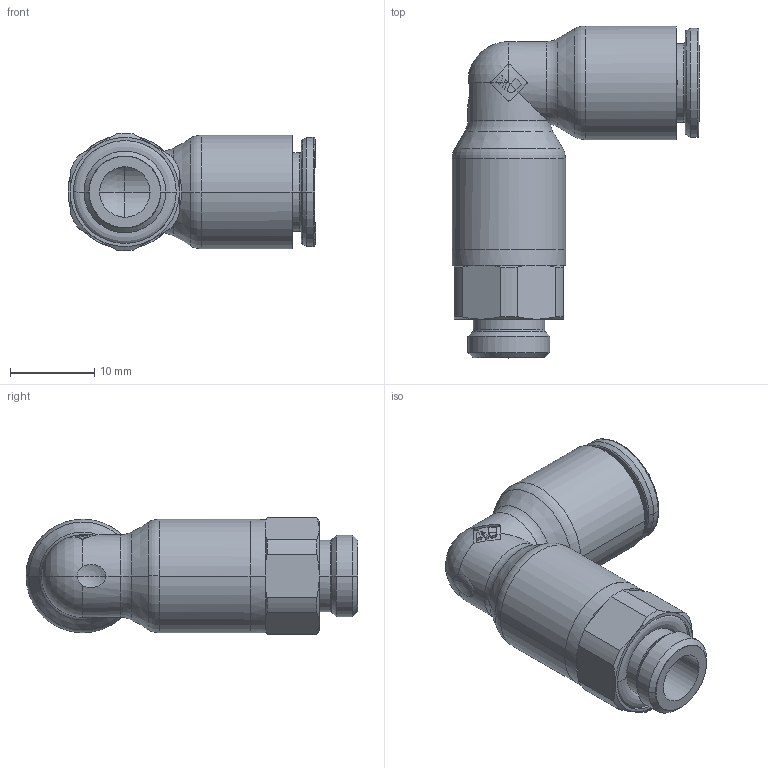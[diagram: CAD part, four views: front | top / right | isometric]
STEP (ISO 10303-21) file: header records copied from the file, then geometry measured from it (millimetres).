
FILE_DESCRIPTION(('STEP AP214'),'1');
FILE_NAME('6899_08_10.stp','2016-07-07T14:52:21',('TraceParts'),('TraceParts S.A.'),'Spatial InterOp 3D',' ',' ');
FILE_SCHEMA(('automotive_design'));
Length unit declared in the file: millimetre
Products named in the file (11): V899-08-10_ASM|Next assembly relationship#44108-19_ASM|Next assembly relationship#44108-30;44108-30; V899-08-10_ASM|Next assembly relationship#44108-19_ASM|Next assembly relationship#44108-32;44108-32; V899-08-10_ASM|Next assembly relationship#44108-19_ASM|Next assembly relationship#44108;44108; V899-08-10_ASM|Next assembly relationship#44108-19_ASM|Next assembly relationship#44108-40;44108-40; V899-08-10_ASM|Next assembly relationship#44508-02_AF0;44508-02_AF0; V899-08-10_ASM|Next assembly relationship#44230-13-69;44230-13-69; V899-08-10_ASM|Next assembly relationship#44108-11-10-ASM;44108-11-10-ASM; V899-08-10_ASM|Next assembly relationship#23954-24-ASM-8_5-12_25-0_9;23954-24-ASM-8_5-12_25-0_9
Bounding box: 29.51 x 39.51 x 13.98 mm (x, y, z)
Volume: 4108 mm3; surface area: 6841.9 mm2
Topology: 9 solids, 11 shells, 893 faces, 2286 edges, 1440 vertices
Faces by surface type: plane 441, cylinder 134, torus 130, cone 116, bspline 54, sphere 13, revolution 4, extrusion 1
Entity records: 29793 total; most frequent: CARTESIAN_POINT 8127, ORIENTED_EDGE 4548, DIRECTION 4397, EDGE_CURVE 2278, AXIS2_PLACEMENT_3D 1524, VERTEX_POINT 1440, VECTOR 1345, LINE 1344
